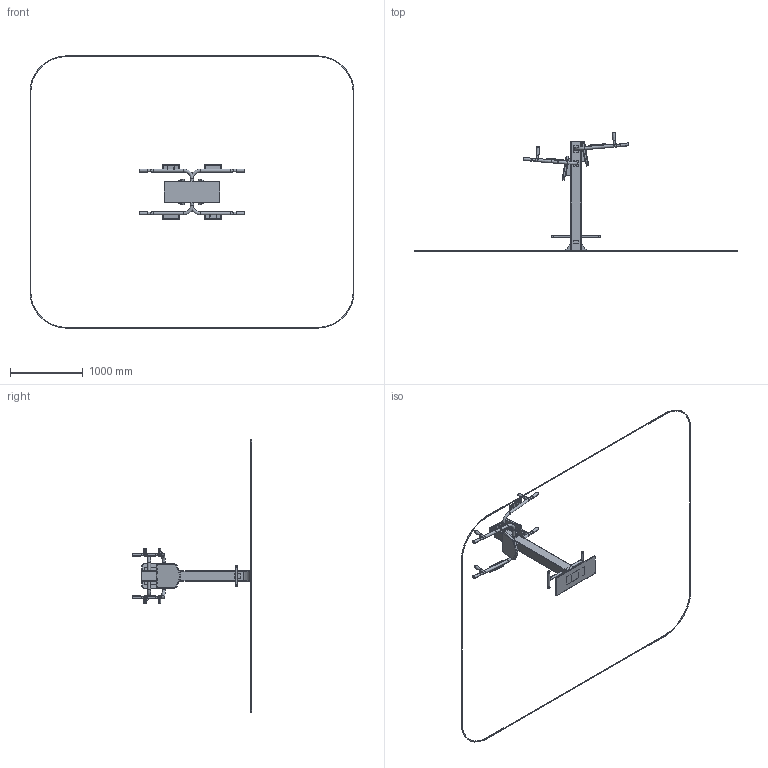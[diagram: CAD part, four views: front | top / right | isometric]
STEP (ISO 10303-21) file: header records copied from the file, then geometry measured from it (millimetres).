
FILE_DESCRIPTION(('STEP AP214'), '1');
FILE_NAME('衵-11', '', ('UNSPECIFIED'), ('UNSPECIFIED'), 'C3D Converter', 'C3D Toolkit', '');
FILE_SCHEMA(('AUTOMOTIVE_DESIGN { 1 0 10303 214 3 1 1}'));
Length unit declared in the file: millimetre
Products named in the file (41): УТ-11.00.00.00; УТ-11.01.00.00; УТ-11.01.01.00; УТ-10.1Н.00.02.04; УТ-07.02.01.05; УТ-07.02.01.02; УТ-07.02.01.04; УТ-18.00.01.04; УТ-11.01.01.02; УТ-11.01.01.03; УТ-11.01.01.05; УТ-11.01.01.04; УТ-11.02.00.00; УТ-11.02.01.00; УТ-11.02.01.01; УТ-11.02.01.02; УТ-10.1Н.01.01.02; УТ-11.03.00.00; УТ-11.03.01.00; УТ-11.03.01.01; УТ-11.03.01.02; УТ-11.03.01.03; УТ-11.03.01.04; УТ-11.04.00.00; УТ-11.04.01.00; ФК-03.03; УТН-03Г.00.00.01
Assembly tree (72 placements, depth 4):
  УТ-11.00.00.00
    УТ-11.01.00.00
      УТ-11.01.01.00
        УТ-10.1Н.00.02.04
        УТ-07.02.01.05
        УТ-07.02.01.02  x4
        УТ-07.02.01.04  x2
        УТ-18.00.01.04
        УТ-11.01.01.02
        УТ-11.01.01.03
        УТ-11.01.01.05
        УТ-11.01.01.04
      (unnamed)  x2
      (unnamed)
    УТ-11.02.00.00  x2
      УТ-11.02.01.00
        УТ-11.02.01.01
        УТ-11.02.01.02
        УТ-10.1Н.01.01.02
      (unnamed)
    УТ-11.03.00.00  x2
      УТ-11.03.01.00
        УТ-11.03.01.01
        УТ-11.03.01.02
        УТ-11.03.01.03
        УТ-11.03.01.04
        (unnamed)
      (unnamed)
      (unnamed)
    УТ-11.04.00.00  x2
      УТ-11.04.01.00
        УТ-11.03.01.01
        УТ-11.03.01.02
        УТ-11.03.01.03
        УТ-11.03.01.04
        (unnamed)  x2
        (unnamed)
      (unnamed)
      (unnamed)
    (unnamed)
      ФК-03.03  x6
      (unnamed)  x2
      (unnamed)  x3
    (unnamed)  x6
      (unnamed)
      (unnamed)
      (unnamed)
    УТН-03Г.00.00.01
Bounding box: 4456.12 x 1642.96 x 3746 mm (x, y, z)
Volume: 17361153.3 mm3; surface area: 5478781.4 mm2
Topology: 64 solids, 64 shells, 2615 faces, 7153 edges, 4738 vertices
Faces by surface type: extrusion 1320, plane 767, cylinder 476, torus 52
Full cylindrical faces by diameter (mm): 5 x8, 17.3 x8, 26 x4, 28.4 x12, 30 x4, 34 x24, 35.6 x8, 40 x8, 42 x8
Entity records: 41772 total; most frequent: CARTESIAN_POINT 8833, ORIENTED_EDGE 5004, DIRECTION 3886, EDGE_CURVE 2502, VECTOR 1740, VERTEX_POINT 1674, LINE 1410, AXIS2_PLACEMENT_3D 1073
